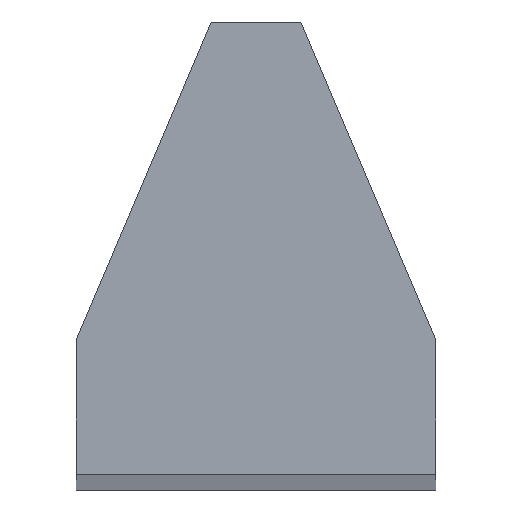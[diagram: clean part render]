
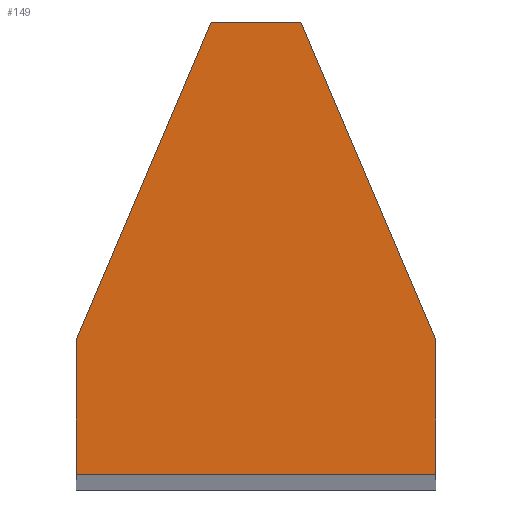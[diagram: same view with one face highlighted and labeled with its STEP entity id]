
A CAD part, top view. The second image highlights one B-rep face of the part: STEP entity #149.
In plain terms, the highlighted planar face has unit normal (0, 0, 1).
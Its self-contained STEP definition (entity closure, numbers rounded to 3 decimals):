
#23=FACE_OUTER_BOUND('',#31,.T.);
#31=EDGE_LOOP('',(#128,#129,#130,#131,#132,#133));
#38=LINE('',#231,#56);
#41=LINE('',#236,#59);
#43=LINE('',#240,#61);
#45=LINE('',#244,#63);
#47=LINE('',#248,#65);
#49=LINE('',#251,#67);
#56=VECTOR('',#190,10.);
#59=VECTOR('',#195,10.);
#61=VECTOR('',#199,10.);
#63=VECTOR('',#203,10.);
#65=VECTOR('',#207,10.);
#67=VECTOR('',#211,10.);
#74=VERTEX_POINT('',#229);
#75=VERTEX_POINT('',#230);
#76=VERTEX_POINT('',#235);
#77=VERTEX_POINT('',#239);
#78=VERTEX_POINT('',#243);
#79=VERTEX_POINT('',#247);
#86=EDGE_CURVE('',#74,#75,#38,.T.);
#89=EDGE_CURVE('',#75,#76,#41,.T.);
#91=EDGE_CURVE('',#76,#77,#43,.T.);
#93=EDGE_CURVE('',#77,#78,#45,.T.);
#95=EDGE_CURVE('',#78,#79,#47,.T.);
#97=EDGE_CURVE('',#79,#74,#49,.T.);
#128=ORIENTED_EDGE('',*,*,#86,.F.);
#129=ORIENTED_EDGE('',*,*,#97,.F.);
#130=ORIENTED_EDGE('',*,*,#95,.F.);
#131=ORIENTED_EDGE('',*,*,#93,.F.);
#132=ORIENTED_EDGE('',*,*,#91,.F.);
#133=ORIENTED_EDGE('',*,*,#89,.F.);
#141=PLANE('',#177);
#149=ADVANCED_FACE('',(#23),#141,.T.);
#177=AXIS2_PLACEMENT_3D('',#252,#212,#213);
#190=DIRECTION('',(0.,1.,0.));
#195=DIRECTION('',(0.391,0.921,0.));
#199=DIRECTION('',(1.,0.,0.));
#203=DIRECTION('',(0.391,-0.921,0.));
#207=DIRECTION('',(0.,-1.,0.));
#211=DIRECTION('',(-1.,0.,0.));
#212=DIRECTION('center_axis',(0.,0.,1.));
#213=DIRECTION('ref_axis',(1.,0.,0.));
#229=CARTESIAN_POINT('',(-2.,0.,50.));
#230=CARTESIAN_POINT('',(-2.,1.5,50.));
#231=CARTESIAN_POINT('',(-2.,0.,50.));
#235=CARTESIAN_POINT('',(-0.5,5.034,50.));
#236=CARTESIAN_POINT('',(-2.,1.5,50.));
#239=CARTESIAN_POINT('',(0.5,5.034,50.));
#240=CARTESIAN_POINT('',(-0.5,5.034,50.));
#243=CARTESIAN_POINT('',(2.,1.5,50.));
#244=CARTESIAN_POINT('',(0.5,5.034,50.));
#247=CARTESIAN_POINT('',(2.,0.,50.));
#248=CARTESIAN_POINT('',(2.,1.5,50.));
#251=CARTESIAN_POINT('',(2.,0.,50.));
#252=CARTESIAN_POINT('Origin',(0.,2.064,50.));
